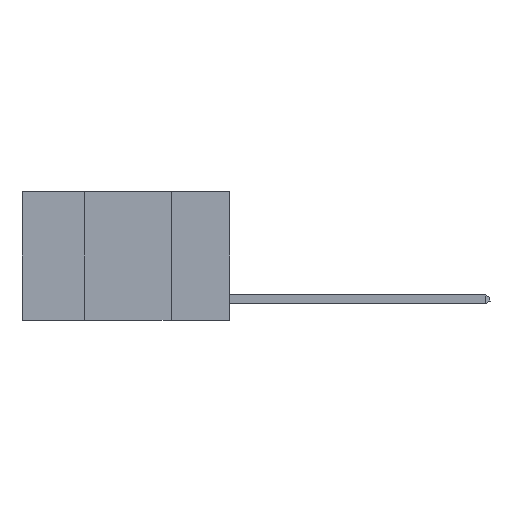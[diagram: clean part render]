
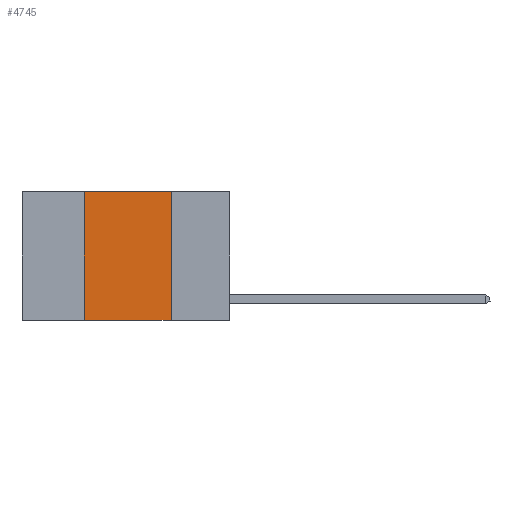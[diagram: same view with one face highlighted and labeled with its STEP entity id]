
A CAD part, left-side view. The second image highlights one B-rep face of the part: STEP entity #4745.
In plain terms, the highlighted planar face has unit normal (-1, 0, 0).
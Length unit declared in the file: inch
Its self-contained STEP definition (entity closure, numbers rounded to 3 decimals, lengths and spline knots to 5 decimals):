
#1114 = CARTESIAN_POINT ( 'NONE',  ( 0., 0.17, 0. ) ) ;
#1331 = CARTESIAN_POINT ( 'NONE',  ( 0., 0.42, 0. ) ) ;
#1612 = PLANE ( 'NONE',  #20586 ) ;
#2088 = CARTESIAN_POINT ( 'NONE',  ( 0., 0.17, 0. ) ) ;
#2509 = EDGE_CURVE ( 'NONE', #4692, #11422, #6033, .T. ) ;
#4523 = CARTESIAN_POINT ( 'NONE',  ( 0., 0.42, 0. ) ) ;
#4692 = VERTEX_POINT ( 'NONE', #14850 ) ;
#4745 = ADVANCED_FACE ( 'NONE', ( #14218 ), #1612, .F. ) ;
#5467 = CARTESIAN_POINT ( 'NONE',  ( 0., 0.17, -0.37 ) ) ;
#5553 = DIRECTION ( 'NONE',  ( 0., 0., -1. ) ) ;
#6033 = LINE ( 'NONE', #21950, #21078 ) ;
#7028 = EDGE_CURVE ( 'NONE', #25023, #13543, #19026, .T. ) ;
#7247 = VECTOR ( 'NONE', #18272, 39.37008 ) ;
#7747 = ORIENTED_EDGE ( 'NONE', *, *, #15716, .F. ) ;
#8611 = VECTOR ( 'NONE', #13465, 39.37008 ) ;
#9280 = ORIENTED_EDGE ( 'NONE', *, *, #7028, .F. ) ;
#10187 = DIRECTION ( 'NONE',  ( 0., -1., 0. ) ) ;
#11422 = VERTEX_POINT ( 'NONE', #5467 ) ;
#12886 = DIRECTION ( 'NONE',  ( 0., 0., -1. ) ) ;
#13056 = EDGE_CURVE ( 'NONE', #4692, #25023, #22918, .T. ) ;
#13299 = LINE ( 'NONE', #1114, #23755 ) ;
#13465 = DIRECTION ( 'NONE',  ( 0., -1., 0. ) ) ;
#13543 = VERTEX_POINT ( 'NONE', #2088 ) ;
#14218 = FACE_OUTER_BOUND ( 'NONE', #17255, .T. ) ;
#14850 = CARTESIAN_POINT ( 'NONE',  ( 0., 0.42, -0.37 ) ) ;
#15376 = CARTESIAN_POINT ( 'NONE',  ( 0., 0.6, 0. ) ) ;
#15460 = ORIENTED_EDGE ( 'NONE', *, *, #2509, .T. ) ;
#15716 = EDGE_CURVE ( 'NONE', #13543, #11422, #13299, .T. ) ;
#17255 = EDGE_LOOP ( 'NONE', ( #7747, #9280, #19723, #15460 ) ) ;
#17348 = DIRECTION ( 'NONE',  ( 1., 0., 0. ) ) ;
#18272 = DIRECTION ( 'NONE',  ( 0., 0., 1. ) ) ;
#19026 = LINE ( 'NONE', #23333, #8611 ) ;
#19723 = ORIENTED_EDGE ( 'NONE', *, *, #13056, .F. ) ;
#20586 = AXIS2_PLACEMENT_3D ( 'NONE', #15376, #17348, #5553 ) ;
#21078 = VECTOR ( 'NONE', #10187, 39.37008 ) ;
#21950 = CARTESIAN_POINT ( 'NONE',  ( 0., 0.6, -0.37 ) ) ;
#22918 = LINE ( 'NONE', #4523, #7247 ) ;
#23333 = CARTESIAN_POINT ( 'NONE',  ( 0., 0.6, 0. ) ) ;
#23755 = VECTOR ( 'NONE', #12886, 39.37008 ) ;
#25023 = VERTEX_POINT ( 'NONE', #1331 ) ;
